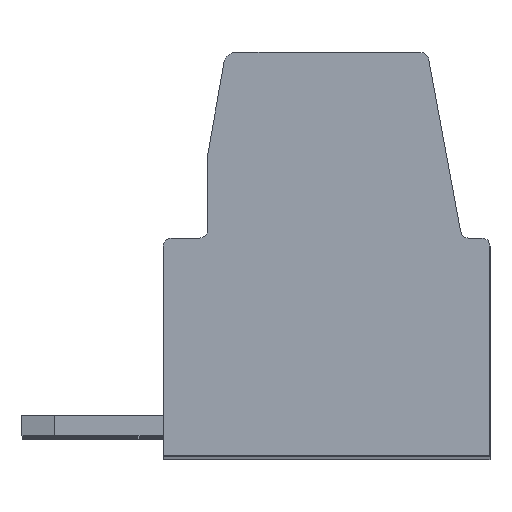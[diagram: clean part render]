
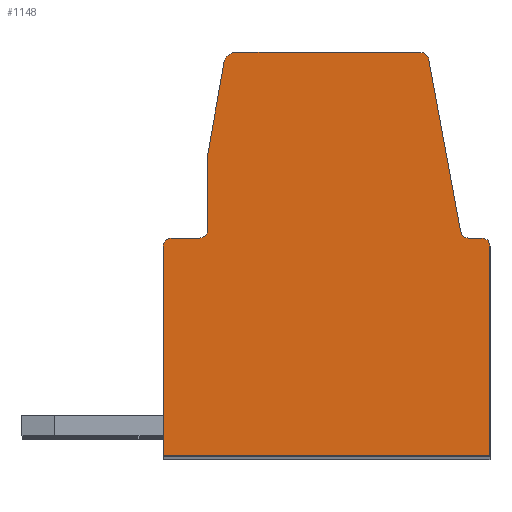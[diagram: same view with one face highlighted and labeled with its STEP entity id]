
A CAD part, top view. The second image highlights one B-rep face of the part: STEP entity #1148.
In plain terms, the highlighted planar face has unit normal (0, 0, 1).
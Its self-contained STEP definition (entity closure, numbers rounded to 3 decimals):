
#1148 = ADVANCED_FACE( '', ( #2378 ), #2379, .F. );
#2378 = FACE_OUTER_BOUND( '', #3677, .T. );
#2379 = PLANE( '', #3678 );
#3677 = EDGE_LOOP( '', ( #6931, #6932, #6933, #6934, #6935, #6936, #6937, #6938, #6939, #6940, #6941, #6942, #6943, #6944, #6945 ) );
#3678 = AXIS2_PLACEMENT_3D( '', #6946, #6947, #6948 );
#6931 = ORIENTED_EDGE( '', *, *, #8600, .T. );
#6932 = ORIENTED_EDGE( '', *, *, #8730, .T. );
#6933 = ORIENTED_EDGE( '', *, *, #8983, .F. );
#6934 = ORIENTED_EDGE( '', *, *, #8732, .T. );
#6935 = ORIENTED_EDGE( '', *, *, #7906, .T. );
#6936 = ORIENTED_EDGE( '', *, *, #8751, .T. );
#6937 = ORIENTED_EDGE( '', *, *, #8425, .T. );
#6938 = ORIENTED_EDGE( '', *, *, #8718, .T. );
#6939 = ORIENTED_EDGE( '', *, *, #8345, .F. );
#6940 = ORIENTED_EDGE( '', *, *, #9124, .T. );
#6941 = ORIENTED_EDGE( '', *, *, #9117, .F. );
#6942 = ORIENTED_EDGE( '', *, *, #8038, .T. );
#6943 = ORIENTED_EDGE( '', *, *, #8769, .T. );
#6944 = ORIENTED_EDGE( '', *, *, #8497, .T. );
#6945 = ORIENTED_EDGE( '', *, *, #8898, .F. );
#6946 = CARTESIAN_POINT( '', ( 0.81, -4.4, 0. ) );
#6947 = DIRECTION( '', ( 0., 0., -1. ) );
#6948 = DIRECTION( '', ( 0., 1., 0. ) );
#7906 = EDGE_CURVE( '', #9507, #9511, #9513, .T. );
#8038 = EDGE_CURVE( '', #9754, #9752, #9755, .T. );
#8345 = EDGE_CURVE( '', #10252, #10254, #10255, .T. );
#8425 = EDGE_CURVE( '', #10381, #10379, #10382, .T. );
#8497 = EDGE_CURVE( '', #10484, #10482, #10485, .T. );
#8600 = EDGE_CURVE( '', #10633, #10631, #10634, .T. );
#8718 = EDGE_CURVE( '', #10379, #10254, #10805, .T. );
#8730 = EDGE_CURVE( '', #10631, #10820, #10822, .T. );
#8732 = EDGE_CURVE( '', #10824, #9507, #10825, .T. );
#8751 = EDGE_CURVE( '', #9511, #10381, #10851, .T. );
#8769 = EDGE_CURVE( '', #9752, #10484, #10876, .T. );
#8898 = EDGE_CURVE( '', #10633, #10482, #11054, .T. );
#8983 = EDGE_CURVE( '', #10824, #10820, #11158, .T. );
#9117 = EDGE_CURVE( '', #9754, #11309, #11310, .T. );
#9124 = EDGE_CURVE( '', #10252, #11309, #11317, .T. );
#9507 = VERTEX_POINT( '', #11811 );
#9511 = VERTEX_POINT( '', #11816 );
#9513 = CIRCLE( '', #11819, 0.2 );
#9752 = VERTEX_POINT( '', #12162 );
#9754 = VERTEX_POINT( '', #12165 );
#9755 = LINE( '', #12166, #12167 );
#10252 = VERTEX_POINT( '', #12879 );
#10254 = VERTEX_POINT( '', #12882 );
#10255 = CIRCLE( '', #12883, 0.2 );
#10379 = VERTEX_POINT( '', #13061 );
#10381 = VERTEX_POINT( '', #13064 );
#10382 = LINE( '', #13065, #13066 );
#10482 = VERTEX_POINT( '', #13214 );
#10484 = VERTEX_POINT( '', #13217 );
#10485 = LINE( '', #13218, #13219 );
#10631 = VERTEX_POINT( '', #13433 );
#10633 = VERTEX_POINT( '', #13436 );
#10634 = LINE( '', #13437, #13438 );
#10805 = LINE( '', #13685, #13686 );
#10820 = VERTEX_POINT( '', #13707 );
#10822 = LINE( '', #13710, #13711 );
#10824 = VERTEX_POINT( '', #13713 );
#10825 = LINE( '', #13714, #13715 );
#10851 = LINE( '', #13751, #13752 );
#10876 = CIRCLE( '', #13790, 0.2 );
#11054 = CIRCLE( '', #14064, 0.3 );
#11158 = CIRCLE( '', #14222, 0.2 );
#11309 = VERTEX_POINT( '', #14445 );
#11310 = CIRCLE( '', #14446, 0.2 );
#11317 = LINE( '', #14457, #14458 );
#11811 = CARTESIAN_POINT( '', ( -7.9, 5.4, 0. ) );
#11816 = CARTESIAN_POINT( '', ( -8.1, 5.2, 0. ) );
#11819 = AXIS2_PLACEMENT_3D( '', #14775, #14776, #14777 );
#12162 = CARTESIAN_POINT( '', ( -1.52, 9.836, 0. ) );
#12165 = CARTESIAN_POINT( '', ( -0.728, 5.564, 0. ) );
#12166 = CARTESIAN_POINT( '', ( 3.721, -18.438, 0. ) );
#12167 = VECTOR( '', #14907, 1000. );
#12879 = CARTESIAN_POINT( '', ( -0.2, 5.4, 0. ) );
#12882 = CARTESIAN_POINT( '', ( 0., 5.2, 0. ) );
#12883 = AXIS2_PLACEMENT_3D( '', #15211, #15212, #15213 );
#13061 = CARTESIAN_POINT( '', ( 0., 0., 0. ) );
#13064 = CARTESIAN_POINT( '', ( -8.1, 0., 0. ) );
#13065 = CARTESIAN_POINT( '', ( -16.414, 0., 0. ) );
#13066 = VECTOR( '', #15287, 1000. );
#13214 = CARTESIAN_POINT( '', ( -6.298, 10., 0. ) );
#13217 = CARTESIAN_POINT( '', ( -1.716, 10., 0. ) );
#13218 = CARTESIAN_POINT( '', ( -16.414, 10., 0. ) );
#13219 = VECTOR( '', #15346, 1000. );
#13433 = CARTESIAN_POINT( '', ( -7., 7.448, 0. ) );
#13436 = CARTESIAN_POINT( '', ( -6.594, 9.752, 0. ) );
#13437 = CARTESIAN_POINT( '', ( -11.564, -18.438, 0. ) );
#13438 = VECTOR( '', #15431, 1000. );
#13685 = CARTESIAN_POINT( '', ( 0., -18.438, 0. ) );
#13686 = VECTOR( '', #15538, 1000. );
#13707 = CARTESIAN_POINT( '', ( -7., 5.6, 0. ) );
#13710 = CARTESIAN_POINT( '', ( -7., -18.438, 0. ) );
#13711 = VECTOR( '', #15546, 1000. );
#13713 = CARTESIAN_POINT( '', ( -7.2, 5.4, 0. ) );
#13714 = CARTESIAN_POINT( '', ( -16.414, 5.4, 0. ) );
#13715 = VECTOR( '', #15547, 1000. );
#13751 = CARTESIAN_POINT( '', ( -8.1, -18.438, 0. ) );
#13752 = VECTOR( '', #15564, 1000. );
#13790 = AXIS2_PLACEMENT_3D( '', #15578, #15579, #15580 );
#14064 = AXIS2_PLACEMENT_3D( '', #15689, #15690, #15691 );
#14222 = AXIS2_PLACEMENT_3D( '', #15746, #15747, #15748 );
#14445 = CARTESIAN_POINT( '', ( -0.531, 5.4, 0. ) );
#14446 = AXIS2_PLACEMENT_3D( '', #15833, #15834, #15835 );
#14457 = CARTESIAN_POINT( '', ( -16.414, 5.4, 0. ) );
#14458 = VECTOR( '', #15840, 1000. );
#14775 = CARTESIAN_POINT( '', ( -7.9, 5.2, 0. ) );
#14776 = DIRECTION( '', ( 0., 0., 1. ) );
#14777 = DIRECTION( '', ( 1., 0., 0. ) );
#14907 = DIRECTION( '', ( -0.182, 0.983, 0. ) );
#15211 = CARTESIAN_POINT( '', ( -0.2, 5.2, 0. ) );
#15212 = DIRECTION( '', ( 0., 0., -1. ) );
#15213 = DIRECTION( '', ( -1., 0., 0. ) );
#15287 = DIRECTION( '', ( 1., 0., 0. ) );
#15346 = DIRECTION( '', ( -1., 0., 0. ) );
#15431 = DIRECTION( '', ( -0.174, -0.985, 0. ) );
#15538 = DIRECTION( '', ( 0., 1., 0. ) );
#15546 = DIRECTION( '', ( 0., -1., 0. ) );
#15547 = DIRECTION( '', ( -1., 0., 0. ) );
#15564 = DIRECTION( '', ( 0., -1., 0. ) );
#15578 = CARTESIAN_POINT( '', ( -1.716, 9.8, 0. ) );
#15579 = DIRECTION( '', ( 0., 0., 1. ) );
#15580 = DIRECTION( '', ( 1., 0., 0. ) );
#15689 = CARTESIAN_POINT( '', ( -6.298, 9.7, 0. ) );
#15690 = DIRECTION( '', ( 0., 0., -1. ) );
#15691 = DIRECTION( '', ( -1., 0., 0. ) );
#15746 = CARTESIAN_POINT( '', ( -7.2, 5.6, 0. ) );
#15747 = DIRECTION( '', ( 0., 0., 1. ) );
#15748 = DIRECTION( '', ( 1., 0., 0. ) );
#15833 = CARTESIAN_POINT( '', ( -0.531, 5.6, 0. ) );
#15834 = DIRECTION( '', ( 0., 0., 1. ) );
#15835 = DIRECTION( '', ( 1., 0., 0. ) );
#15840 = DIRECTION( '', ( -1., 0., 0. ) );
